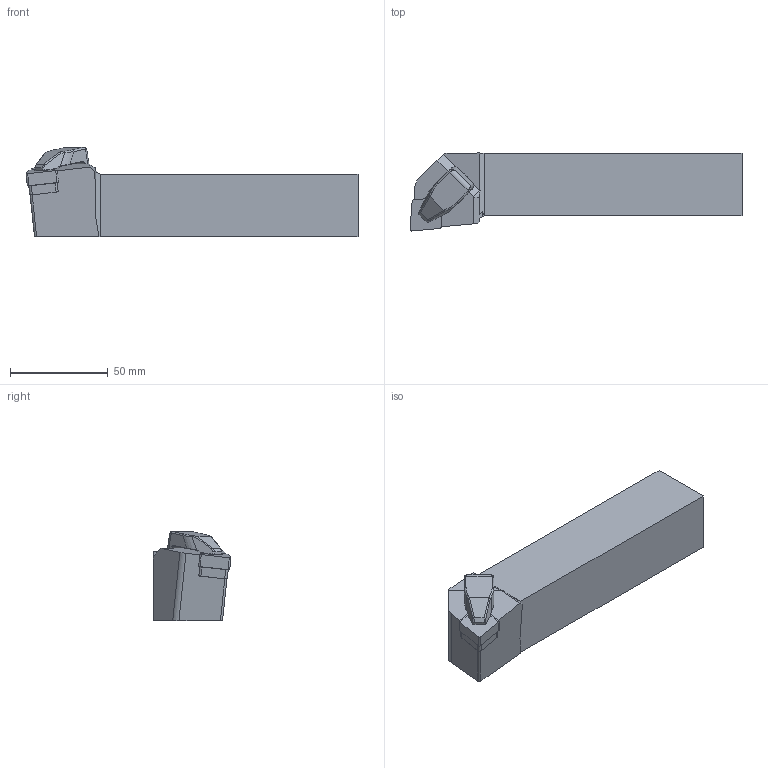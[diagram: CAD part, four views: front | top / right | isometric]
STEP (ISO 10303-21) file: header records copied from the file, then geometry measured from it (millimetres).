
FILE_DESCRIPTION(/* description */ (''),/* implementation_level */ '2;1');
FILE_NAME(/* name */ 'TCLNR-3232-P16.stp',/* time_stamp */ '2023-10-16T17:01:00+03:00',/* author */ (''),/* organization */ (''),/* preprocessor_version */ 'ST-DEVELOPER v19.4',/* originating_system */ 'SIEMENS PLM Software NX2306.3001',/* authorisation */ '');
FILE_SCHEMA (('AUTOMOTIVE_DESIGN { 1 0 10303 214 3 1 1 1 }'));
Length unit declared in the file: millimetre
Products named in the file (1): TCLNR-3232-P16
Bounding box: 169.93 x 39.92 x 45.58 mm (x, y, z)
Volume: 177337.4 mm3; surface area: 25956.8 mm2
Topology: 2 solids, 2 shells, 125 faces, 322 edges, 198 vertices
Faces by surface type: plane 53, cylinder 48, bspline 17, torus 4, sphere 2, cone 1
Full cylindrical faces by diameter (mm): 5.8 x1
Entity records: 4301 total; most frequent: CARTESIAN_POINT 1193, DIRECTION 641, ORIENTED_EDGE 632, EDGE_CURVE 316, AXIS2_PLACEMENT_3D 233, VERTEX_POINT 198, LINE 175, VECTOR 175
